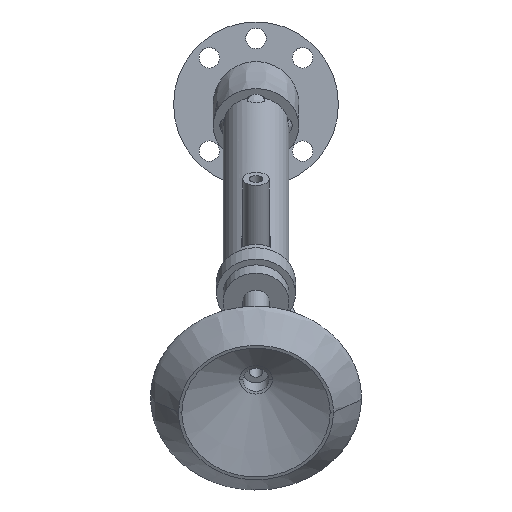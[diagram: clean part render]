
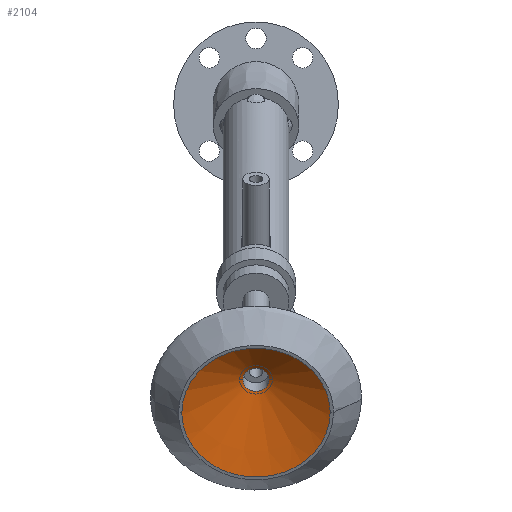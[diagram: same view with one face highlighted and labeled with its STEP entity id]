
A CAD part, top view. The second image highlights one B-rep face of the part: STEP entity #2104.
In plain terms, the highlighted conical face has half-angle 68.962 degrees and reference radius 4 mm.
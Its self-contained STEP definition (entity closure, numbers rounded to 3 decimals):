
#41=CONICAL_SURFACE('',#2341,4.,1.204);
#232=LINE('',#4133,#365);
#365=VECTOR('',#2695,4.);
#550=FACE_OUTER_BOUND('',#691,.T.);
#691=EDGE_LOOP('',(#1585,#1586,#1587,#1588,#1589));
#851=CIRCLE('',#2336,30.);
#855=CIRCLE('',#2342,4.);
#856=CIRCLE('',#2343,30.);
#995=VERTEX_POINT('',#3843);
#997=VERTEX_POINT('',#3871);
#1006=VERTEX_POINT('',#4131);
#1217=EDGE_CURVE('',#997,#995,#851,.T.);
#1229=EDGE_CURVE('',#1006,#1006,#855,.T.);
#1230=EDGE_CURVE('',#1006,#997,#232,.T.);
#1231=EDGE_CURVE('',#995,#997,#856,.F.);
#1585=ORIENTED_EDGE('',*,*,#1229,.T.);
#1586=ORIENTED_EDGE('',*,*,#1230,.T.);
#1587=ORIENTED_EDGE('',*,*,#1231,.F.);
#1588=ORIENTED_EDGE('',*,*,#1217,.F.);
#1589=ORIENTED_EDGE('',*,*,#1230,.F.);
#2104=ADVANCED_FACE('',(#550),#41,.F.);
#2336=AXIS2_PLACEMENT_3D('',#3876,#2678,#2679);
#2341=AXIS2_PLACEMENT_3D('',#4130,#2691,#2692);
#2342=AXIS2_PLACEMENT_3D('',#4132,#2693,#2694);
#2343=AXIS2_PLACEMENT_3D('',#4134,#2696,#2697);
#2678=DIRECTION('center_axis',(0.,1.,0.));
#2679=DIRECTION('ref_axis',(-1.,0.,0.));
#2691=DIRECTION('center_axis',(0.,-1.,0.));
#2692=DIRECTION('ref_axis',(-1.,0.,0.));
#2693=DIRECTION('center_axis',(0.,1.,0.));
#2694=DIRECTION('ref_axis',(-1.,0.,0.));
#2695=DIRECTION('',(0.933,-0.359,0.));
#2696=DIRECTION('center_axis',(0.,-1.,0.));
#2697=DIRECTION('ref_axis',(-1.,0.,0.));
#3843=CARTESIAN_POINT('',(-30.,10.,0.));
#3871=CARTESIAN_POINT('',(30.,10.,0.));
#3876=CARTESIAN_POINT('Origin',(0.,10.,0.));
#4130=CARTESIAN_POINT('Origin',(0.,20.,0.));
#4131=CARTESIAN_POINT('',(4.,20.,0.));
#4132=CARTESIAN_POINT('Origin',(0.,20.,0.));
#4133=CARTESIAN_POINT('',(4.,20.,0.));
#4134=CARTESIAN_POINT('Origin',(0.,10.,0.));
